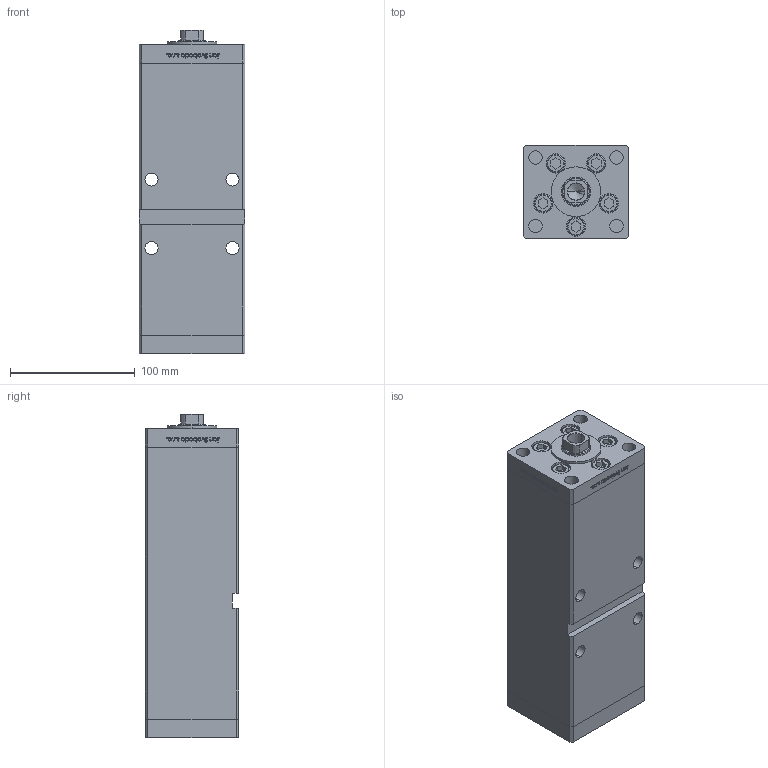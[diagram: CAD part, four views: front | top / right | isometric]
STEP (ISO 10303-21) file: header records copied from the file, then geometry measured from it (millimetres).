
FILE_DESCRIPTION (( 'STEP AP203' ), '1' );
FILE_NAME ('e8ef.STEP', '2022-04-14T22:16:18', ( '' ), ( '' ), 'SwSTEP 2.0', 'SolidWorks 2019', '' );
FILE_SCHEMA (( 'CONFIG_CONTROL_DESIGN' ));
Length unit declared in the file: millimetre
Products named in the file (6): ALLEN BOLT ea9494c4132163574ab551f9f4ac8e55; V220C_E MIDDLE ea9494c4132163574ab551f9f4ac8e55; V220C BACK_E ea9494c4132163574ab551f9f4ac8e55; V220C_FRONT_E ea9494c4132163574ab551f9f4ac8e55; V220C_VC_E ea9494c4132163574ab551f9f4ac8e55; e8ef
Assembly tree (14 placements, depth 2):
  e8ef
    V220C BACK_E ea9494c4132163574ab551f9f4ac8e55
    V220C_E MIDDLE ea9494c4132163574ab551f9f4ac8e55
    V220C_FRONT_E ea9494c4132163574ab551f9f4ac8e55
    ALLEN BOLT ea9494c4132163574ab551f9f4ac8e55  x10
    V220C_VC_E ea9494c4132163574ab551f9f4ac8e55
Bounding box: 85 x 75 x 260 mm (x, y, z)
Volume: 1341673.9 mm3; surface area: 209040.5 mm2
Topology: 14 solids, 14 shells, 1216 faces, 3050 edges, 2001 vertices
Faces by surface type: bspline 484, plane 476, cylinder 166, cone 46, torus 44
Entity records: 53349 total; most frequent: CARTESIAN_POINT 30545, ORIENTED_EDGE 5268, DIRECTION 3032, EDGE_CURVE 2634, VERTEX_POINT 1749, LINE 1362, VECTOR 1362, EDGE_LOOP 1191
